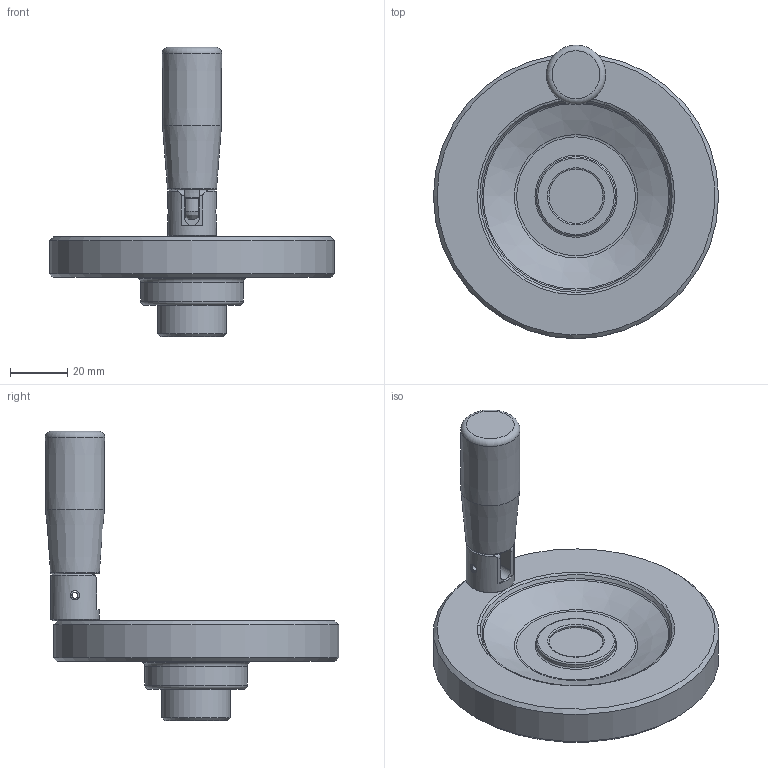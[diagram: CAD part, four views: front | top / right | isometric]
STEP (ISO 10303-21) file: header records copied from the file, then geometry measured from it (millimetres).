
FILE_DESCRIPTION( ( 'Unknown' ), '1' );
FILE_NAME( '6161312_VPRAX100_MR.stp', 'Unknown', ( 'Unknown' ), ( 'Unknown' ), 'PSStep 14.0', 'Unknown', ' ' );
FILE_SCHEMA( ( 'AUTOMOTIVE_DESIGN { 1 0 10303 214 1 1 1 1 }' ) );
Length unit declared in the file: millimetre
Products named in the file (1): 6161312
Bounding box: 100 x 102.9 x 101.5 mm (x, y, z)
Volume: 111613 mm3; surface area: 31667.9 mm2
Topology: 1 solids, 3 shells, 161 faces, 374 edges, 227 vertices
Faces by surface type: plane 59, cylinder 36, cone 25, bspline 21, torus 18, sphere 2
Full cylindrical faces by diameter (mm): 3.2 x2, 3.5 x1, 4 x1, 4.134 x1, 5 x1, 6.4 x1, 6.647 x1, 7 x1, 8.2 x2, 8.4 x1, 9 x1, 9.3 x1, 9.75 x1, 10 x2, 11.5 x1, 12 x1, 17 x1, 19 x1, 24 x1, 27.8 x1, 36 x1, 100 x1
Entity records: 8060 total; most frequent: CARTESIAN_POINT 3626, DIRECTION 653, ORIENTED_EDGE 558, AXIS2_PLACEMENT_3D 286, EDGE_CURVE 279, EDGE_LOOP 243, FACE_OUTER_BOUND 199, VERTEX_POINT 197
